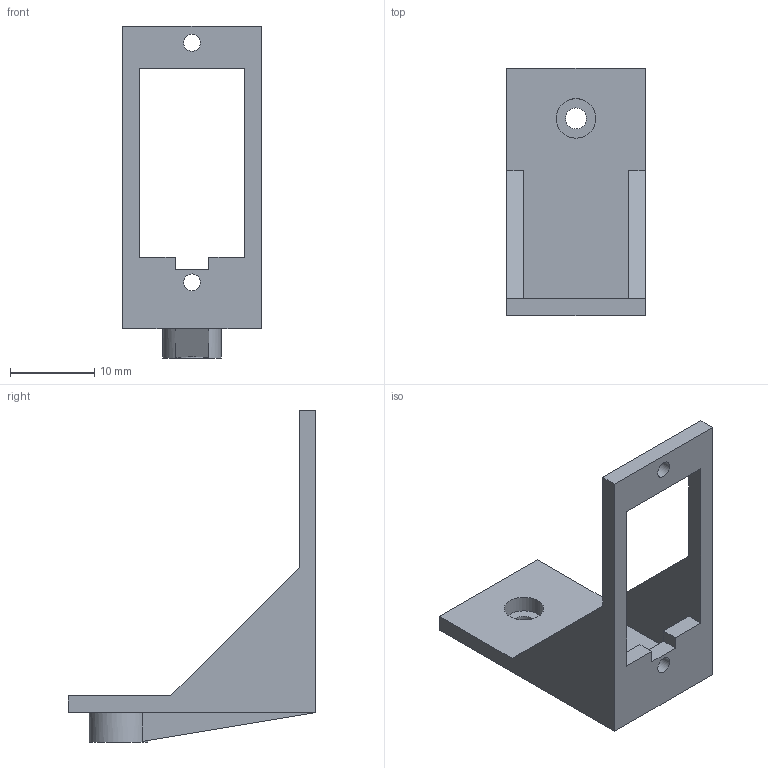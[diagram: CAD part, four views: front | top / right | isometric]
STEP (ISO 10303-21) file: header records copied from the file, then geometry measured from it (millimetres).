
FILE_DESCRIPTION(('FreeCAD Model'),'2;1');
FILE_NAME('Open CASCADE Shape Model','2026-02-15T20:24:57',(''),(''), 'Open CASCADE STEP processor 7.8','FreeCAD','Unknown');
FILE_SCHEMA(('AUTOMOTIVE_DESIGN { 1 0 10303 214 1 1 1 1 }'));
Length unit declared in the file: millimetre
Products named in the file (1): Servo_angle_pro
Bounding box: 16.5 x 29.5 x 39.5 mm (x, y, z)
Volume: 2163.1 mm3; surface area: 2627.3 mm2
Topology: 1 solids, 1 shells, 31 faces, 82 edges, 54 vertices
Faces by surface type: plane 25, cylinder 6
Full cylindrical faces by diameter (mm): 2 x2, 2.5 x1, 4.6 x1, 4.7 x1, 7 x1
Entity records: 2094 total; most frequent: CARTESIAN_POINT 405, DIRECTION 311, LINE 216, VECTOR 216, ORIENTED_EDGE 164, PCURVE 164, DEFINITIONAL_REPRESENTATION 164, EDGE_CURVE 82
